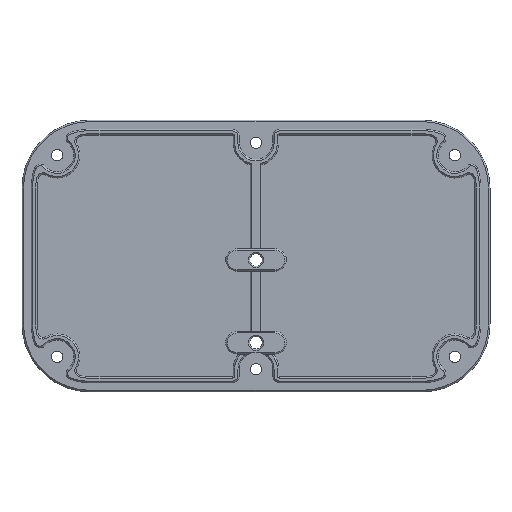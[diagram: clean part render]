
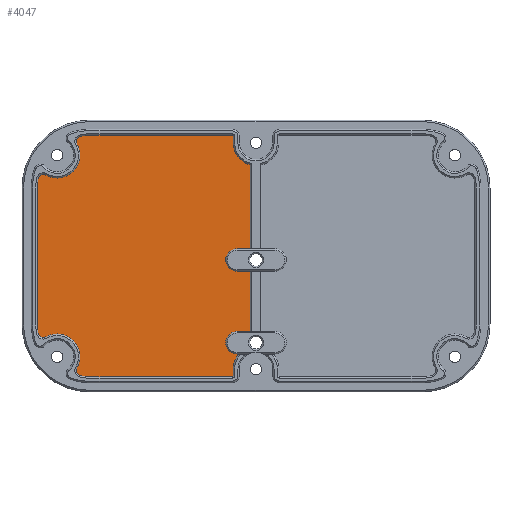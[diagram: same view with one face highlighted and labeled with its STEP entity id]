
A CAD part, top view. The second image highlights one B-rep face of the part: STEP entity #4047.
In plain terms, the highlighted planar face has unit normal (0, 0, 1).
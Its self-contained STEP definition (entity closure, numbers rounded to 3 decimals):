
#196=PLANE('',#4507);
#399=FACE_OUTER_BOUND('',#657,.T.);
#657=EDGE_LOOP('',(#3499,#3500,#3501,#3502,#3503,#3504,#3505,#3506,#3507,
#3508,#3509,#3510,#3511,#3512,#3513,#3514,#3515,#3516,#3517,#3518,#3519,
#3520,#3521,#3522,#3523,#3524,#3525));
#889=CIRCLE('',#4431,3.);
#890=CIRCLE('',#4433,3.);
#921=CIRCLE('',#4503,6.04);
#922=CIRCLE('',#4506,0.36);
#923=CIRCLE('',#4508,6.04);
#924=CIRCLE('',#4509,0.36);
#925=CIRCLE('',#4510,13.96);
#926=CIRCLE('',#4511,1.4);
#927=CIRCLE('',#4512,6.04);
#928=CIRCLE('',#4513,1.4);
#929=CIRCLE('',#4514,13.96);
#930=CIRCLE('',#4515,13.96);
#931=CIRCLE('',#4516,1.4);
#932=CIRCLE('',#4517,6.04);
#933=CIRCLE('',#4518,1.4);
#934=CIRCLE('',#4519,13.96);
#1188=LINE('',#6739,#1531);
#1199=LINE('',#6765,#1542);
#1240=LINE('',#6911,#1583);
#1243=LINE('',#6919,#1586);
#1246=LINE('',#6927,#1589);
#1247=LINE('',#6928,#1590);
#1248=LINE('',#6930,#1591);
#1249=LINE('',#6934,#1592);
#1250=LINE('',#6938,#1593);
#1251=LINE('',#6950,#1594);
#1252=LINE('',#6961,#1595);
#1531=VECTOR('',#5457,10.);
#1542=VECTOR('',#5482,10.);
#1583=VECTOR('',#5653,10.);
#1586=VECTOR('',#5662,10.);
#1589=VECTOR('',#5671,10.);
#1590=VECTOR('',#5672,10.);
#1591=VECTOR('',#5673,10.);
#1592=VECTOR('',#5676,10.);
#1593=VECTOR('',#5679,10.);
#1594=VECTOR('',#5690,10.);
#1595=VECTOR('',#5701,10.);
#1907=VERTEX_POINT('',#6736);
#1908=VERTEX_POINT('',#6738);
#1911=VERTEX_POINT('',#6747);
#1912=VERTEX_POINT('',#6751);
#1913=VERTEX_POINT('',#6753);
#1916=VERTEX_POINT('',#6763);
#1956=VERTEX_POINT('',#6910);
#1957=VERTEX_POINT('',#6914);
#1958=VERTEX_POINT('',#6918);
#1959=VERTEX_POINT('',#6922);
#1960=VERTEX_POINT('',#6926);
#1961=VERTEX_POINT('',#6929);
#1962=VERTEX_POINT('',#6931);
#1963=VERTEX_POINT('',#6933);
#1964=VERTEX_POINT('',#6935);
#1965=VERTEX_POINT('',#6937);
#1966=VERTEX_POINT('',#6939);
#1967=VERTEX_POINT('',#6941);
#1968=VERTEX_POINT('',#6943);
#1969=VERTEX_POINT('',#6945);
#1970=VERTEX_POINT('',#6947);
#1971=VERTEX_POINT('',#6949);
#1972=VERTEX_POINT('',#6951);
#1973=VERTEX_POINT('',#6953);
#1974=VERTEX_POINT('',#6955);
#1975=VERTEX_POINT('',#6957);
#1976=VERTEX_POINT('',#6959);
#2407=EDGE_CURVE('',#1908,#1907,#1188,.T.);
#2412=EDGE_CURVE('',#1911,#1908,#889,.T.);
#2415=EDGE_CURVE('',#1913,#1912,#890,.T.);
#2421=EDGE_CURVE('',#1912,#1916,#1199,.T.);
#2491=EDGE_CURVE('',#1956,#1911,#1240,.T.);
#2493=EDGE_CURVE('',#1957,#1956,#921,.T.);
#2495=EDGE_CURVE('',#1958,#1957,#1243,.T.);
#2497=EDGE_CURVE('',#1959,#1958,#922,.T.);
#2499=EDGE_CURVE('',#1907,#1960,#1246,.T.);
#2500=EDGE_CURVE('',#1960,#1913,#1247,.T.);
#2501=EDGE_CURVE('',#1916,#1961,#1248,.T.);
#2502=EDGE_CURVE('',#1961,#1962,#923,.T.);
#2503=EDGE_CURVE('',#1962,#1963,#1249,.T.);
#2504=EDGE_CURVE('',#1963,#1964,#924,.T.);
#2505=EDGE_CURVE('',#1964,#1965,#1250,.T.);
#2506=EDGE_CURVE('',#1965,#1966,#925,.T.);
#2507=EDGE_CURVE('',#1966,#1967,#926,.T.);
#2508=EDGE_CURVE('',#1967,#1968,#927,.T.);
#2509=EDGE_CURVE('',#1968,#1969,#928,.T.);
#2510=EDGE_CURVE('',#1969,#1970,#929,.T.);
#2511=EDGE_CURVE('',#1970,#1971,#1251,.T.);
#2512=EDGE_CURVE('',#1971,#1972,#930,.T.);
#2513=EDGE_CURVE('',#1972,#1973,#931,.T.);
#2514=EDGE_CURVE('',#1973,#1974,#932,.T.);
#2515=EDGE_CURVE('',#1974,#1975,#933,.T.);
#2516=EDGE_CURVE('',#1975,#1976,#934,.T.);
#2517=EDGE_CURVE('',#1976,#1959,#1252,.T.);
#3499=ORIENTED_EDGE('',*,*,#2499,.T.);
#3500=ORIENTED_EDGE('',*,*,#2500,.T.);
#3501=ORIENTED_EDGE('',*,*,#2415,.T.);
#3502=ORIENTED_EDGE('',*,*,#2421,.T.);
#3503=ORIENTED_EDGE('',*,*,#2501,.T.);
#3504=ORIENTED_EDGE('',*,*,#2502,.T.);
#3505=ORIENTED_EDGE('',*,*,#2503,.T.);
#3506=ORIENTED_EDGE('',*,*,#2504,.T.);
#3507=ORIENTED_EDGE('',*,*,#2505,.T.);
#3508=ORIENTED_EDGE('',*,*,#2506,.T.);
#3509=ORIENTED_EDGE('',*,*,#2507,.T.);
#3510=ORIENTED_EDGE('',*,*,#2508,.T.);
#3511=ORIENTED_EDGE('',*,*,#2509,.T.);
#3512=ORIENTED_EDGE('',*,*,#2510,.T.);
#3513=ORIENTED_EDGE('',*,*,#2511,.T.);
#3514=ORIENTED_EDGE('',*,*,#2512,.T.);
#3515=ORIENTED_EDGE('',*,*,#2513,.T.);
#3516=ORIENTED_EDGE('',*,*,#2514,.T.);
#3517=ORIENTED_EDGE('',*,*,#2515,.T.);
#3518=ORIENTED_EDGE('',*,*,#2516,.T.);
#3519=ORIENTED_EDGE('',*,*,#2517,.T.);
#3520=ORIENTED_EDGE('',*,*,#2497,.T.);
#3521=ORIENTED_EDGE('',*,*,#2495,.T.);
#3522=ORIENTED_EDGE('',*,*,#2493,.T.);
#3523=ORIENTED_EDGE('',*,*,#2491,.T.);
#3524=ORIENTED_EDGE('',*,*,#2412,.T.);
#3525=ORIENTED_EDGE('',*,*,#2407,.T.);
#4047=ADVANCED_FACE('',(#399),#196,.F.);
#4431=AXIS2_PLACEMENT_3D('',#6748,#5464,#5465);
#4433=AXIS2_PLACEMENT_3D('',#6754,#5470,#5471);
#4503=AXIS2_PLACEMENT_3D('',#6915,#5657,#5658);
#4506=AXIS2_PLACEMENT_3D('',#6923,#5666,#5667);
#4507=AXIS2_PLACEMENT_3D('',#6925,#5669,#5670);
#4508=AXIS2_PLACEMENT_3D('',#6932,#5674,#5675);
#4509=AXIS2_PLACEMENT_3D('',#6936,#5677,#5678);
#4510=AXIS2_PLACEMENT_3D('',#6940,#5680,#5681);
#4511=AXIS2_PLACEMENT_3D('',#6942,#5682,#5683);
#4512=AXIS2_PLACEMENT_3D('',#6944,#5684,#5685);
#4513=AXIS2_PLACEMENT_3D('',#6946,#5686,#5687);
#4514=AXIS2_PLACEMENT_3D('',#6948,#5688,#5689);
#4515=AXIS2_PLACEMENT_3D('',#6952,#5691,#5692);
#4516=AXIS2_PLACEMENT_3D('',#6954,#5693,#5694);
#4517=AXIS2_PLACEMENT_3D('',#6956,#5695,#5696);
#4518=AXIS2_PLACEMENT_3D('',#6958,#5697,#5698);
#4519=AXIS2_PLACEMENT_3D('',#6960,#5699,#5700);
#5457=DIRECTION('',(1.,0.,0.));
#5464=DIRECTION('center_axis',(0.,0.,-1.));
#5465=DIRECTION('ref_axis',(0.,-1.,0.));
#5470=DIRECTION('center_axis',(0.,0.,-1.));
#5471=DIRECTION('ref_axis',(0.,-1.,0.));
#5482=DIRECTION('',(1.,0.,0.));
#5653=DIRECTION('',(-1.,0.,0.));
#5657=DIRECTION('center_axis',(0.,0.,-1.));
#5658=DIRECTION('ref_axis',(1.,0.,0.));
#5662=DIRECTION('',(0.,1.,0.));
#5666=DIRECTION('center_axis',(0.,0.,1.));
#5667=DIRECTION('ref_axis',(0.,-1.,0.));
#5669=DIRECTION('center_axis',(0.,0.,-1.));
#5670=DIRECTION('ref_axis',(1.,0.,0.));
#5671=DIRECTION('',(0.,1.,0.));
#5672=DIRECTION('',(-1.,0.,0.));
#5673=DIRECTION('',(0.,1.,0.));
#5674=DIRECTION('center_axis',(0.,0.,-1.));
#5675=DIRECTION('ref_axis',(-1.,0.,0.));
#5676=DIRECTION('',(0.,1.,0.));
#5677=DIRECTION('center_axis',(0.,0.,1.));
#5678=DIRECTION('ref_axis',(1.,0.,0.));
#5679=DIRECTION('',(-1.,0.,0.));
#5680=DIRECTION('center_axis',(0.,0.,1.));
#5681=DIRECTION('ref_axis',(0.,1.,0.));
#5682=DIRECTION('center_axis',(0.,0.,1.));
#5683=DIRECTION('ref_axis',(-0.177,0.984,0.));
#5684=DIRECTION('center_axis',(0.,0.,-1.));
#5685=DIRECTION('ref_axis',(-0.493,-0.87,0.));
#5686=DIRECTION('center_axis',(0.,0.,1.));
#5687=DIRECTION('ref_axis',(0.493,0.87,0.));
#5688=DIRECTION('center_axis',(0.,0.,1.));
#5689=DIRECTION('ref_axis',(-0.984,0.177,0.));
#5690=DIRECTION('',(0.,-1.,0.));
#5691=DIRECTION('center_axis',(0.,0.,1.));
#5692=DIRECTION('ref_axis',(-1.,0.,0.));
#5693=DIRECTION('center_axis',(0.,0.,1.));
#5694=DIRECTION('ref_axis',(-0.984,-0.177,0.));
#5695=DIRECTION('center_axis',(0.,0.,-1.));
#5696=DIRECTION('ref_axis',(0.87,-0.493,0.));
#5697=DIRECTION('center_axis',(0.,0.,1.));
#5698=DIRECTION('ref_axis',(-0.87,0.493,0.));
#5699=DIRECTION('center_axis',(0.,0.,1.));
#5700=DIRECTION('ref_axis',(-0.177,-0.984,0.));
#5701=DIRECTION('',(1.,0.,0.));
#6736=CARTESIAN_POINT('',(-1.5,-20.,-15.));
#6738=CARTESIAN_POINT('',(-5.,-20.,-15.));
#6739=CARTESIAN_POINT('',(2.5,-20.,-15.));
#6747=CARTESIAN_POINT('',(-5.,-26.,-15.));
#6748=CARTESIAN_POINT('Origin',(-5.,-23.,-15.));
#6751=CARTESIAN_POINT('',(-5.,1.94,-15.));
#6753=CARTESIAN_POINT('',(-5.,-4.06,-15.));
#6754=CARTESIAN_POINT('Origin',(-5.,-1.06,-15.));
#6763=CARTESIAN_POINT('',(-1.5,1.94,-15.));
#6765=CARTESIAN_POINT('',(2.5,1.94,-15.));
#6910=CARTESIAN_POINT('',(-4.526,-26.,-15.));
#6911=CARTESIAN_POINT('',(-2.5,-26.,-15.));
#6914=CARTESIAN_POINT('',(-6.04,-30.,-15.));
#6915=CARTESIAN_POINT('Origin',(0.,-30.,
-15.));
#6918=CARTESIAN_POINT('',(-6.04,-31.6,-15.));
#6919=CARTESIAN_POINT('',(-6.04,-15.,-15.));
#6922=CARTESIAN_POINT('',(-6.4,-31.96,-15.));
#6923=CARTESIAN_POINT('Origin',(-6.4,-31.6,-15.));
#6925=CARTESIAN_POINT('Origin',(0.,0.,
-15.));
#6926=CARTESIAN_POINT('',(-1.5,-4.06,-15.));
#6927=CARTESIAN_POINT('',(-1.5,-2.03,-15.));
#6928=CARTESIAN_POINT('',(-2.5,-4.06,-15.));
#6929=CARTESIAN_POINT('',(-1.5,24.149,-15.));
#6930=CARTESIAN_POINT('',(-1.5,12.075,-15.));
#6931=CARTESIAN_POINT('',(-6.04,30.,-15.));
#6932=CARTESIAN_POINT('Origin',(0.,30.,-15.));
#6933=CARTESIAN_POINT('',(-6.04,31.6,-15.));
#6934=CARTESIAN_POINT('',(-6.04,15.8,-15.));
#6935=CARTESIAN_POINT('',(-6.4,31.96,-15.));
#6936=CARTESIAN_POINT('Origin',(-6.4,31.6,-15.));
#6937=CARTESIAN_POINT('',(-44.,31.96,-15.));
#6938=CARTESIAN_POINT('',(-22.,31.96,-15.));
#6939=CARTESIAN_POINT('',(-46.47,31.74,-15.));
#6940=CARTESIAN_POINT('Origin',(-44.,18.,-15.));
#6941=CARTESIAN_POINT('',(-47.441,29.672,-15.));
#6942=CARTESIAN_POINT('Origin',(-46.222,30.362,-15.));
#6943=CARTESIAN_POINT('',(-55.672,21.441,-15.));
#6944=CARTESIAN_POINT('Origin',(-52.697,26.697,-15.));
#6945=CARTESIAN_POINT('',(-57.74,20.47,-15.));
#6946=CARTESIAN_POINT('Origin',(-56.362,20.222,-15.));
#6947=CARTESIAN_POINT('',(-57.96,18.,-15.));
#6948=CARTESIAN_POINT('Origin',(-44.,18.,-15.));
#6949=CARTESIAN_POINT('',(-57.96,-18.,-15.));
#6950=CARTESIAN_POINT('',(-57.96,-9.,-15.));
#6951=CARTESIAN_POINT('',(-57.74,-20.47,-15.));
#6952=CARTESIAN_POINT('Origin',(-44.,-18.,-15.));
#6953=CARTESIAN_POINT('',(-55.672,-21.441,-15.));
#6954=CARTESIAN_POINT('Origin',(-56.362,-20.222,-15.));
#6955=CARTESIAN_POINT('',(-47.441,-29.672,-15.));
#6956=CARTESIAN_POINT('Origin',(-52.697,-26.697,-15.));
#6957=CARTESIAN_POINT('',(-46.47,-31.74,-15.));
#6958=CARTESIAN_POINT('Origin',(-46.222,-30.362,-15.));
#6959=CARTESIAN_POINT('',(-44.,-31.96,-15.));
#6960=CARTESIAN_POINT('Origin',(-44.,-18.,-15.));
#6961=CARTESIAN_POINT('',(22.,-31.96,-15.));
